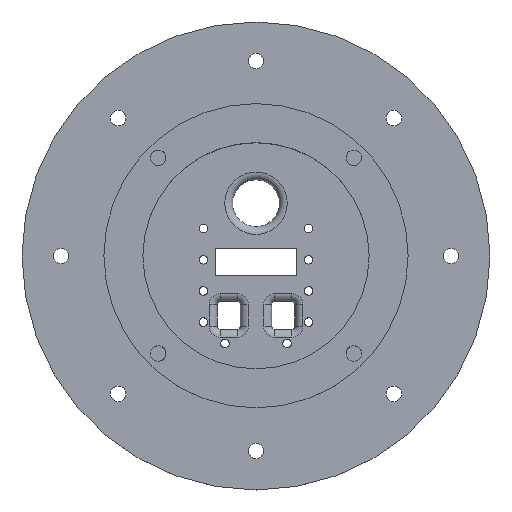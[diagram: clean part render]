
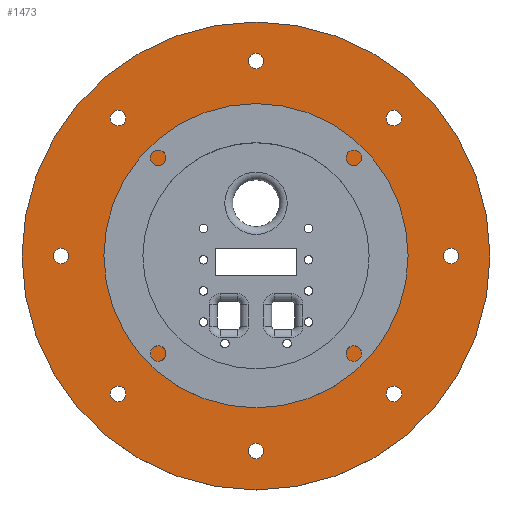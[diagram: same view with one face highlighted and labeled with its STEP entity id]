
A CAD part, top view. The second image highlights one B-rep face of the part: STEP entity #1473.
In plain terms, the highlighted planar face has unit normal (0, 0, 1).
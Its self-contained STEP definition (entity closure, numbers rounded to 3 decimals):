
#253=FACE_BOUND('',#388,.T.);
#254=FACE_BOUND('',#389,.T.);
#255=FACE_BOUND('',#390,.T.);
#256=FACE_BOUND('',#391,.T.);
#257=FACE_BOUND('',#392,.T.);
#258=FACE_BOUND('',#393,.T.);
#259=FACE_BOUND('',#394,.T.);
#260=FACE_BOUND('',#395,.T.);
#261=FACE_BOUND('',#396,.T.);
#308=FACE_OUTER_BOUND('',#387,.T.);
#387=EDGE_LOOP('',(#1010,#1011));
#388=EDGE_LOOP('',(#1012));
#389=EDGE_LOOP('',(#1013));
#390=EDGE_LOOP('',(#1014));
#391=EDGE_LOOP('',(#1015));
#392=EDGE_LOOP('',(#1016));
#393=EDGE_LOOP('',(#1017));
#394=EDGE_LOOP('',(#1018));
#395=EDGE_LOOP('',(#1019));
#396=EDGE_LOOP('',(#1020,#1021));
#521=CIRCLE('',#1573,60.);
#522=CIRCLE('',#1574,60.);
#523=CIRCLE('',#1575,2.);
#524=CIRCLE('',#1576,2.);
#525=CIRCLE('',#1577,2.);
#526=CIRCLE('',#1578,2.);
#527=CIRCLE('',#1579,2.);
#528=CIRCLE('',#1580,2.);
#529=CIRCLE('',#1581,2.);
#530=CIRCLE('',#1582,2.);
#531=CIRCLE('',#1583,31.5);
#532=CIRCLE('',#1584,31.5);
#648=VERTEX_POINT('',#2286);
#649=VERTEX_POINT('',#2287);
#650=VERTEX_POINT('',#2290);
#651=VERTEX_POINT('',#2292);
#652=VERTEX_POINT('',#2294);
#653=VERTEX_POINT('',#2296);
#654=VERTEX_POINT('',#2298);
#655=VERTEX_POINT('',#2300);
#656=VERTEX_POINT('',#2302);
#657=VERTEX_POINT('',#2304);
#658=VERTEX_POINT('',#2306);
#659=VERTEX_POINT('',#2307);
#791=EDGE_CURVE('',#648,#649,#521,.T.);
#792=EDGE_CURVE('',#649,#648,#522,.T.);
#793=EDGE_CURVE('',#650,#650,#523,.T.);
#794=EDGE_CURVE('',#651,#651,#524,.T.);
#795=EDGE_CURVE('',#652,#652,#525,.T.);
#796=EDGE_CURVE('',#653,#653,#526,.T.);
#797=EDGE_CURVE('',#654,#654,#527,.T.);
#798=EDGE_CURVE('',#655,#655,#528,.T.);
#799=EDGE_CURVE('',#656,#656,#529,.T.);
#800=EDGE_CURVE('',#657,#657,#530,.T.);
#801=EDGE_CURVE('',#658,#659,#531,.T.);
#802=EDGE_CURVE('',#659,#658,#532,.T.);
#1010=ORIENTED_EDGE('',*,*,#791,.F.);
#1011=ORIENTED_EDGE('',*,*,#792,.F.);
#1012=ORIENTED_EDGE('',*,*,#793,.F.);
#1013=ORIENTED_EDGE('',*,*,#794,.F.);
#1014=ORIENTED_EDGE('',*,*,#795,.F.);
#1015=ORIENTED_EDGE('',*,*,#796,.F.);
#1016=ORIENTED_EDGE('',*,*,#797,.F.);
#1017=ORIENTED_EDGE('',*,*,#798,.F.);
#1018=ORIENTED_EDGE('',*,*,#799,.F.);
#1019=ORIENTED_EDGE('',*,*,#800,.F.);
#1020=ORIENTED_EDGE('',*,*,#801,.T.);
#1021=ORIENTED_EDGE('',*,*,#802,.T.);
#1448=PLANE('',#1572);
#1473=ADVANCED_FACE('',(#308,#253,#254,#255,#256,#257,#258,#259,#260,#261),
#1448,.F.);
#1572=AXIS2_PLACEMENT_3D('',#2285,#1780,#1781);
#1573=AXIS2_PLACEMENT_3D('',#2288,#1782,#1783);
#1574=AXIS2_PLACEMENT_3D('',#2289,#1784,#1785);
#1575=AXIS2_PLACEMENT_3D('',#2291,#1786,#1787);
#1576=AXIS2_PLACEMENT_3D('',#2293,#1788,#1789);
#1577=AXIS2_PLACEMENT_3D('',#2295,#1790,#1791);
#1578=AXIS2_PLACEMENT_3D('',#2297,#1792,#1793);
#1579=AXIS2_PLACEMENT_3D('',#2299,#1794,#1795);
#1580=AXIS2_PLACEMENT_3D('',#2301,#1796,#1797);
#1581=AXIS2_PLACEMENT_3D('',#2303,#1798,#1799);
#1582=AXIS2_PLACEMENT_3D('',#2305,#1800,#1801);
#1583=AXIS2_PLACEMENT_3D('',#2308,#1802,#1803);
#1584=AXIS2_PLACEMENT_3D('',#2309,#1804,#1805);
#1780=DIRECTION('center_axis',(0.,0.,-1.));
#1781=DIRECTION('ref_axis',(-1.,0.,0.));
#1782=DIRECTION('center_axis',(0.,0.,-1.));
#1783=DIRECTION('ref_axis',(-1.,0.,0.));
#1784=DIRECTION('center_axis',(0.,0.,-1.));
#1785=DIRECTION('ref_axis',(-1.,0.,0.));
#1786=DIRECTION('center_axis',(0.,0.,1.));
#1787=DIRECTION('ref_axis',(1.,0.,0.));
#1788=DIRECTION('center_axis',(0.,0.,1.));
#1789=DIRECTION('ref_axis',(1.,0.,0.));
#1790=DIRECTION('center_axis',(0.,0.,1.));
#1791=DIRECTION('ref_axis',(1.,0.,0.));
#1792=DIRECTION('center_axis',(0.,0.,1.));
#1793=DIRECTION('ref_axis',(1.,0.,0.));
#1794=DIRECTION('center_axis',(0.,0.,1.));
#1795=DIRECTION('ref_axis',(1.,0.,0.));
#1796=DIRECTION('center_axis',(0.,0.,1.));
#1797=DIRECTION('ref_axis',(1.,0.,0.));
#1798=DIRECTION('center_axis',(0.,0.,1.));
#1799=DIRECTION('ref_axis',(1.,0.,0.));
#1800=DIRECTION('center_axis',(0.,0.,1.));
#1801=DIRECTION('ref_axis',(1.,0.,0.));
#1802=DIRECTION('center_axis',(0.,0.,-1.));
#1803=DIRECTION('ref_axis',(1.,0.,0.));
#1804=DIRECTION('center_axis',(0.,0.,-1.));
#1805=DIRECTION('ref_axis',(1.,0.,0.));
#2285=CARTESIAN_POINT('Origin',(0.,0.,-38.));
#2286=CARTESIAN_POINT('',(-60.,0.,-38.));
#2287=CARTESIAN_POINT('',(60.,0.,-38.));
#2288=CARTESIAN_POINT('Origin',(0.,0.,-38.));
#2289=CARTESIAN_POINT('Origin',(0.,0.,-38.));
#2290=CARTESIAN_POINT('',(-52.,0.,-38.));
#2291=CARTESIAN_POINT('Origin',(-50.,0.,-38.));
#2292=CARTESIAN_POINT('',(-37.356,-35.355,-38.));
#2293=CARTESIAN_POINT('Origin',(-35.356,-35.355,-38.));
#2294=CARTESIAN_POINT('',(-37.356,35.355,-38.));
#2295=CARTESIAN_POINT('Origin',(-35.356,35.355,-38.));
#2296=CARTESIAN_POINT('',(-2.,-50.,-38.));
#2297=CARTESIAN_POINT('Origin',(0.,-50.,-38.));
#2298=CARTESIAN_POINT('',(-2.,50.,-38.));
#2299=CARTESIAN_POINT('Origin',(0.,50.,-38.));
#2300=CARTESIAN_POINT('',(48.,0.,-38.));
#2301=CARTESIAN_POINT('Origin',(50.,0.,-38.));
#2302=CARTESIAN_POINT('',(33.355,35.356,-38.));
#2303=CARTESIAN_POINT('Origin',(35.355,35.356,-38.));
#2304=CARTESIAN_POINT('',(33.357,-35.354,-38.));
#2305=CARTESIAN_POINT('Origin',(35.357,-35.354,-38.));
#2306=CARTESIAN_POINT('',(31.5,0.,-38.));
#2307=CARTESIAN_POINT('',(-31.5,0.,-38.));
#2308=CARTESIAN_POINT('Origin',(0.,0.,-38.));
#2309=CARTESIAN_POINT('Origin',(0.,0.,-38.));
